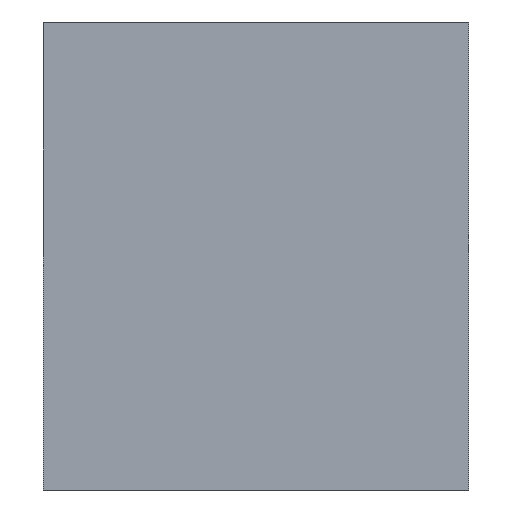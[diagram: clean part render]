
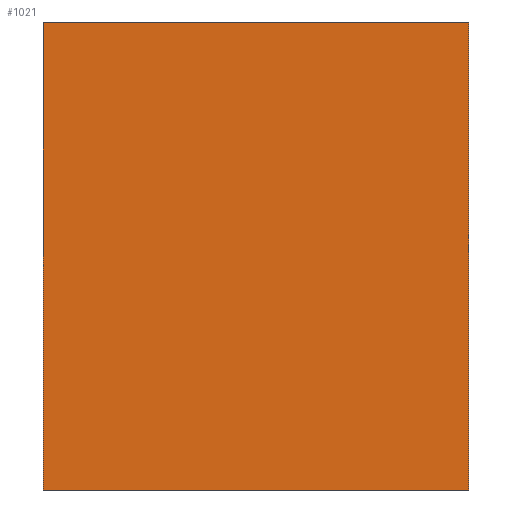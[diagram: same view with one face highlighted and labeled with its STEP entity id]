
A CAD part, front view. The second image highlights one B-rep face of the part: STEP entity #1021.
In plain terms, the highlighted planar face has unit normal (0, -1, 0).
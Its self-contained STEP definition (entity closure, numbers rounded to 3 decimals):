
#15 = EDGE_LOOP ( 'NONE', ( #459, #248, #274, #884 ) ) ;
#43 = DIRECTION ( 'NONE',  ( 1., 0., 0. ) ) ;
#58 = VECTOR ( 'NONE', #158, 1000. ) ;
#60 = PLANE ( 'NONE',  #665 ) ;
#62 = CARTESIAN_POINT ( 'NONE',  ( 19., -0.6, 20.9 ) ) ;
#106 = VERTEX_POINT ( 'NONE', #797 ) ;
#153 = LINE ( 'NONE', #1109, #507 ) ;
#158 = DIRECTION ( 'NONE',  ( 0., 0., -1. ) ) ;
#191 = VERTEX_POINT ( 'NONE', #1013 ) ;
#248 = ORIENTED_EDGE ( 'NONE', *, *, #977, .T. ) ;
#271 = VERTEX_POINT ( 'NONE', #897 ) ;
#274 = ORIENTED_EDGE ( 'NONE', *, *, #771, .T. ) ;
#289 = DIRECTION ( 'NONE',  ( 0., 0., 1. ) ) ;
#389 = CARTESIAN_POINT ( 'NONE',  ( 19., -0.6, -20.9 ) ) ;
#412 = LINE ( 'NONE', #655, #643 ) ;
#416 = FACE_OUTER_BOUND ( 'NONE', #15, .T. ) ;
#459 = ORIENTED_EDGE ( 'NONE', *, *, #812, .T. ) ;
#469 = EDGE_CURVE ( 'NONE', #271, #106, #1032, .T. ) ;
#506 = DIRECTION ( 'NONE',  ( 0., 1., 0. ) ) ;
#507 = VECTOR ( 'NONE', #289, 1000. ) ;
#621 = VERTEX_POINT ( 'NONE', #62 ) ;
#643 = VECTOR ( 'NONE', #1022, 1000. ) ;
#655 = CARTESIAN_POINT ( 'NONE',  ( 19., -0.6, 20.9 ) ) ;
#665 = AXIS2_PLACEMENT_3D ( 'NONE', #1145, #506, #1068 ) ;
#771 = EDGE_CURVE ( 'NONE', #191, #271, #992, .T. ) ;
#797 = CARTESIAN_POINT ( 'NONE',  ( 19., -0.6, -20.9 ) ) ;
#804 = VECTOR ( 'NONE', #43, 1000. ) ;
#812 = EDGE_CURVE ( 'NONE', #106, #621, #153, .T. ) ;
#881 = CARTESIAN_POINT ( 'NONE',  ( -19., -0.6, 20.9 ) ) ;
#884 = ORIENTED_EDGE ( 'NONE', *, *, #469, .T. ) ;
#897 = CARTESIAN_POINT ( 'NONE',  ( -19., -0.6, -20.9 ) ) ;
#977 = EDGE_CURVE ( 'NONE', #621, #191, #412, .T. ) ;
#992 = LINE ( 'NONE', #881, #58 ) ;
#1013 = CARTESIAN_POINT ( 'NONE',  ( -19., -0.6, 20.9 ) ) ;
#1021 = ADVANCED_FACE ( 'NONE', ( #416 ), #60, .F. ) ;
#1022 = DIRECTION ( 'NONE',  ( -1., 0., 0. ) ) ;
#1032 = LINE ( 'NONE', #389, #804 ) ;
#1068 = DIRECTION ( 'NONE',  ( 0., 0., 1. ) ) ;
#1109 = CARTESIAN_POINT ( 'NONE',  ( 19., -0.6, 20.9 ) ) ;
#1145 = CARTESIAN_POINT ( 'NONE',  ( 0., -0.6, 0. ) ) ;
